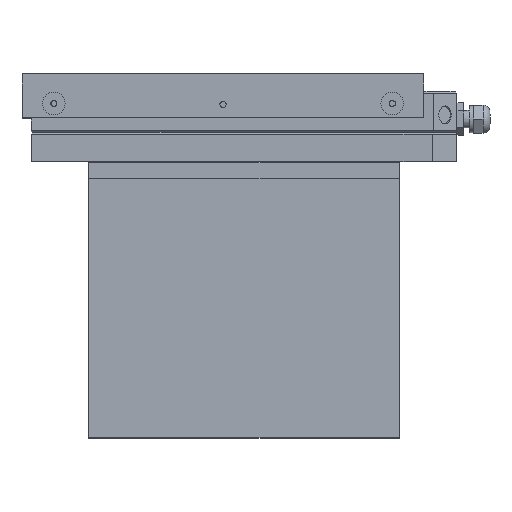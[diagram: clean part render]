
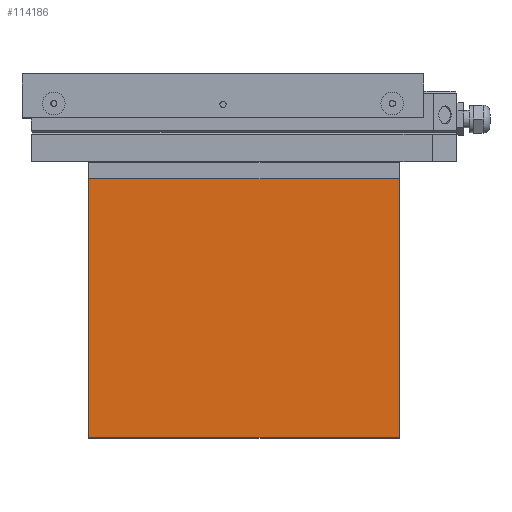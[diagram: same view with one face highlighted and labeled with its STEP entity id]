
A CAD part, top view. The second image highlights one B-rep face of the part: STEP entity #114186.
In plain terms, the highlighted planar face has unit normal (0, 0, 1).
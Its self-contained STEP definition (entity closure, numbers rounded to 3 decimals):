
#2975 = AXIS2_PLACEMENT_3D ( 'NONE', #91403, #44055, #102292 ) ;
#8653 = EDGE_LOOP ( 'NONE', ( #146635, #127005, #75840, #50830 ) ) ;
#18917 = CARTESIAN_POINT ( 'NONE',  ( -49.674, -35.993, 42.903 ) ) ;
#19489 = CARTESIAN_POINT ( 'NONE',  ( -49.674, -35.993, 42.903 ) ) ;
#26343 = LINE ( 'NONE', #89194, #99361 ) ;
#26739 = CARTESIAN_POINT ( 'NONE',  ( -49.674, 38.207, 42.903 ) ) ;
#35897 = EDGE_CURVE ( 'NONE', #78408, #63738, #68300, .T. ) ;
#44055 = DIRECTION ( 'NONE',  ( 0., 0., -1. ) ) ;
#46008 = DIRECTION ( 'NONE',  ( -1., 0., 0. ) ) ;
#49186 = VECTOR ( 'NONE', #66788, 1000. ) ;
#50637 = VERTEX_POINT ( 'NONE', #74452 ) ;
#50830 = ORIENTED_EDGE ( 'NONE', *, *, #64014, .T. ) ;
#62555 = EDGE_CURVE ( 'NONE', #88335, #78408, #67002, .T. ) ;
#62766 = PLANE ( 'NONE',  #2975 ) ;
#63738 = VERTEX_POINT ( 'NONE', #26739 ) ;
#64014 = EDGE_CURVE ( 'NONE', #88335, #50637, #26343, .T. ) ;
#66788 = DIRECTION ( 'NONE',  ( 0., 1., 0. ) ) ;
#67002 = LINE ( 'NONE', #18917, #103841 ) ;
#68300 = LINE ( 'NONE', #19489, #49186 ) ;
#69403 = LINE ( 'NONE', #81838, #89870 ) ;
#74452 = CARTESIAN_POINT ( 'NONE',  ( 39.326, 38.207, 42.903 ) ) ;
#75241 = DIRECTION ( 'NONE',  ( 0., 1., 0. ) ) ;
#75840 = ORIENTED_EDGE ( 'NONE', *, *, #62555, .F. ) ;
#78408 = VERTEX_POINT ( 'NONE', #111981 ) ;
#81838 = CARTESIAN_POINT ( 'NONE',  ( -49.674, 38.207, 42.903 ) ) ;
#88335 = VERTEX_POINT ( 'NONE', #149558 ) ;
#89194 = CARTESIAN_POINT ( 'NONE',  ( 39.326, -35.993, 42.903 ) ) ;
#89870 = VECTOR ( 'NONE', #139261, 1000. ) ;
#91403 = CARTESIAN_POINT ( 'NONE',  ( -49.674, -35.993, 42.903 ) ) ;
#94249 = EDGE_CURVE ( 'NONE', #50637, #63738, #69403, .T. ) ;
#99361 = VECTOR ( 'NONE', #75241, 1000. ) ;
#102292 = DIRECTION ( 'NONE',  ( 1., 0., 0. ) ) ;
#103841 = VECTOR ( 'NONE', #46008, 1000. ) ;
#111981 = CARTESIAN_POINT ( 'NONE',  ( -49.674, -35.993, 42.903 ) ) ;
#114186 = ADVANCED_FACE ( 'NONE', ( #121735 ), #62766, .F. ) ;
#121735 = FACE_OUTER_BOUND ( 'NONE', #8653, .T. ) ;
#127005 = ORIENTED_EDGE ( 'NONE', *, *, #35897, .F. ) ;
#139261 = DIRECTION ( 'NONE',  ( -1., 0., 0. ) ) ;
#146635 = ORIENTED_EDGE ( 'NONE', *, *, #94249, .T. ) ;
#149558 = CARTESIAN_POINT ( 'NONE',  ( 39.326, -35.993, 42.903 ) ) ;
